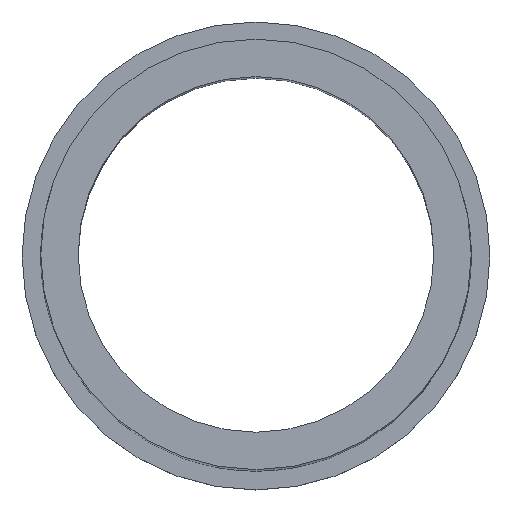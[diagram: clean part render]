
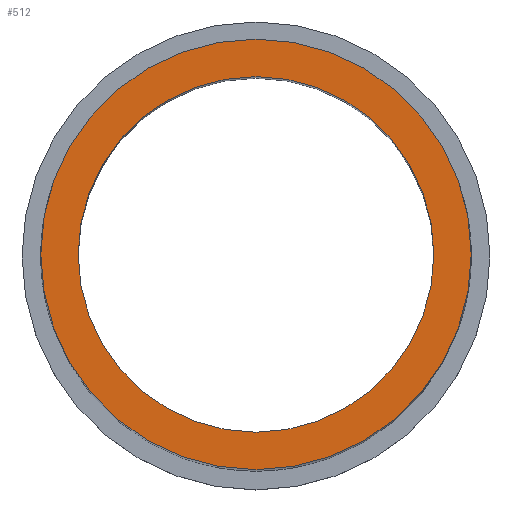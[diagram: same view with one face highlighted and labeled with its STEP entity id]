
A CAD part, top view. The second image highlights one B-rep face of the part: STEP entity #512.
In plain terms, the highlighted planar face has unit normal (0, 0, 1).
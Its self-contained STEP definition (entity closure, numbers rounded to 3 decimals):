
#27 = EDGE_CURVE ( 'NONE', #492, #466, #147, .T. ) ;
#35 = EDGE_LOOP ( 'NONE', ( #253, #481 ) ) ;
#51 = DIRECTION ( 'NONE',  ( 0., 0., 1. ) ) ;
#75 = VERTEX_POINT ( 'NONE', #190 ) ;
#88 = CIRCLE ( 'NONE', #403, 1.15 ) ;
#134 = AXIS2_PLACEMENT_3D ( 'NONE', #438, #282, #191 ) ;
#138 = EDGE_LOOP ( 'NONE', ( #234, #428 ) ) ;
#147 = CIRCLE ( 'NONE', #232, 0.95 ) ;
#149 = DIRECTION ( 'NONE',  ( 1., 0., 0. ) ) ;
#159 = PLANE ( 'NONE',  #134 ) ;
#160 = EDGE_CURVE ( 'NONE', #466, #492, #451, .T. ) ;
#170 = EDGE_CURVE ( 'NONE', #75, #515, #88, .T. ) ;
#188 = DIRECTION ( 'NONE',  ( 0., 0., 1. ) ) ;
#190 = CARTESIAN_POINT ( 'NONE',  ( -1.15, 0., 5. ) ) ;
#191 = DIRECTION ( 'NONE',  ( -1., 0., 0. ) ) ;
#205 = DIRECTION ( 'NONE',  ( 1., 0., 0. ) ) ;
#225 = DIRECTION ( 'NONE',  ( 0., 0., 1. ) ) ;
#232 = AXIS2_PLACEMENT_3D ( 'NONE', #366, #188, #400 ) ;
#234 = ORIENTED_EDGE ( 'NONE', *, *, #27, .F. ) ;
#253 = ORIENTED_EDGE ( 'NONE', *, *, #488, .T. ) ;
#265 = FACE_BOUND ( 'NONE', #138, .T. ) ;
#282 = DIRECTION ( 'NONE',  ( 0., 0., -1. ) ) ;
#291 = AXIS2_PLACEMENT_3D ( 'NONE', #331, #450, #343 ) ;
#320 = CARTESIAN_POINT ( 'NONE',  ( 1.15, 0., 5. ) ) ;
#331 = CARTESIAN_POINT ( 'NONE',  ( 0., 0., 5. ) ) ;
#334 = CIRCLE ( 'NONE', #370, 1.15 ) ;
#343 = DIRECTION ( 'NONE',  ( 1., 0., 0. ) ) ;
#362 = FACE_OUTER_BOUND ( 'NONE', #35, .T. ) ;
#366 = CARTESIAN_POINT ( 'NONE',  ( 0., 0., 5. ) ) ;
#370 = AXIS2_PLACEMENT_3D ( 'NONE', #471, #225, #149 ) ;
#379 = CARTESIAN_POINT ( 'NONE',  ( 0., 0., 5. ) ) ;
#396 = CARTESIAN_POINT ( 'NONE',  ( 0.95, 0., 5. ) ) ;
#400 = DIRECTION ( 'NONE',  ( 1., 0., 0. ) ) ;
#403 = AXIS2_PLACEMENT_3D ( 'NONE', #379, #51, #205 ) ;
#428 = ORIENTED_EDGE ( 'NONE', *, *, #160, .F. ) ;
#438 = CARTESIAN_POINT ( 'NONE',  ( -1.15, 0., 5. ) ) ;
#450 = DIRECTION ( 'NONE',  ( 0., 0., 1. ) ) ;
#451 = CIRCLE ( 'NONE', #291, 0.95 ) ;
#466 = VERTEX_POINT ( 'NONE', #473 ) ;
#471 = CARTESIAN_POINT ( 'NONE',  ( 0., 0., 5. ) ) ;
#473 = CARTESIAN_POINT ( 'NONE',  ( -0.95, 0., 5. ) ) ;
#481 = ORIENTED_EDGE ( 'NONE', *, *, #170, .T. ) ;
#488 = EDGE_CURVE ( 'NONE', #515, #75, #334, .T. ) ;
#492 = VERTEX_POINT ( 'NONE', #396 ) ;
#512 = ADVANCED_FACE ( 'NONE', ( #265, #362 ), #159, .F. ) ;
#515 = VERTEX_POINT ( 'NONE', #320 ) ;
